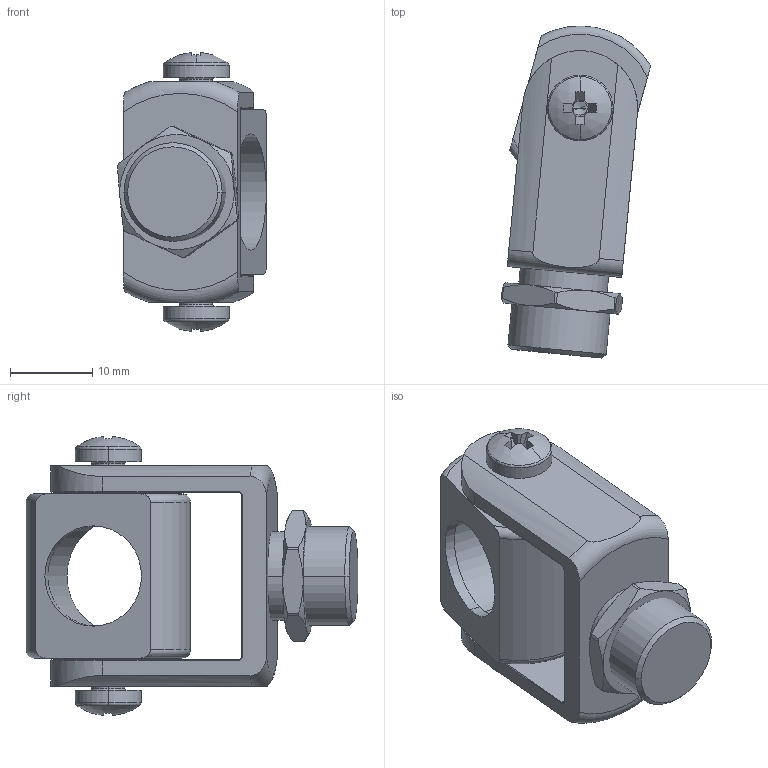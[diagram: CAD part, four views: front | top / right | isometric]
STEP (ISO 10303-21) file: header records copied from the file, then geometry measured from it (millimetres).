
FILE_DESCRIPTION (( 'STEP AP214' ), '1' );
FILE_NAME ('ACCTMG.STEP', '2007-08-22T11:23:51', ( 'ab' ), ( '' ), 'SwSTEP 2.0', 'SolidWorks 2007', '' );
FILE_SCHEMA (( 'AUTOMOTIVE_DESIGN' ));
Length unit declared in the file: millimetre
Products named in the file (5): KS-Fl-Ko-Schraube_ISO 7045 - M4 x 6 - Z --- 6S; 1C024 Montagegabel; 1C025 Kopfaufnahme; Mutter M15x1_M12x1; ACCTMG
Assembly tree (5 placements, depth 2):
  ACCTMG
    1C025 Kopfaufnahme
    KS-Fl-Ko-Schraube_ISO 7045 - M4 x 6 - Z --- 6S  x2
    1C024 Montagegabel
    Mutter M15x1_M12x1
Bounding box: 18.15 x 40.39 x 33.84 mm (x, y, z)
Volume: 7342 mm3; surface area: 5731.7 mm2
Topology: 5 solids, 5 shells, 250 faces, 630 edges, 388 vertices
Faces by surface type: cone 92, cylinder 76, plane 58, torus 20, sphere 4
Entity records: 5840 total; most frequent: CARTESIAN_POINT 1369, DIRECTION 956, ORIENTED_EDGE 852, EDGE_CURVE 426, AXIS2_PLACEMENT_3D 404, VERTEX_POINT 263, CIRCLE 224, EDGE_LOOP 185
